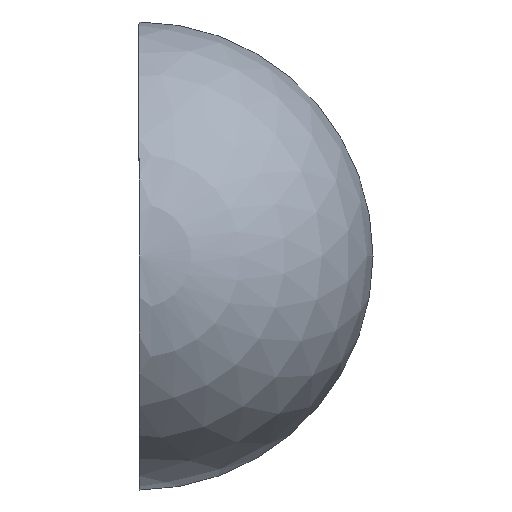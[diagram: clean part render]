
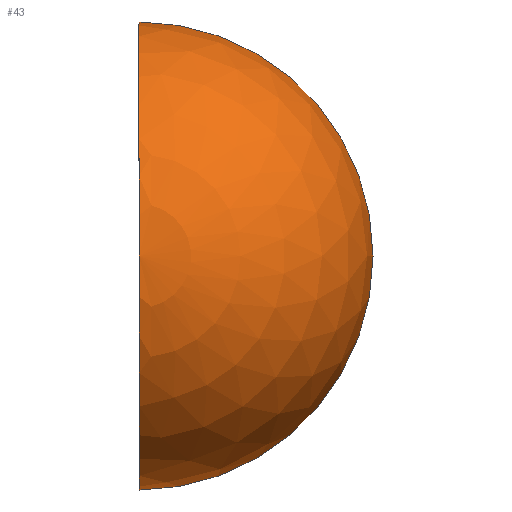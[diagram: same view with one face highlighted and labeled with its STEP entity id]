
A CAD part, left-side view. The second image highlights one B-rep face of the part: STEP entity #43.
In plain terms, the highlighted spherical face has radius 990.6 mm.
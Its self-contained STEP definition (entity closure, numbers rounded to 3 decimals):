
#37=SPHERICAL_SURFACE('',#150,990.6);
#43=ADVANCED_FACE('',(#54),#37,.T.);
#54=FACE_OUTER_BOUND('',#61,.T.);
#61=EDGE_LOOP('',(#86,#87));
#86=ORIENTED_EDGE('',*,*,#125,.F.);
#87=ORIENTED_EDGE('',*,*,#122,.T.);
#112=VERTEX_POINT('',#208);
#113=VERTEX_POINT('',#209);
#122=EDGE_CURVE('',#112,#113,#136,.T.);
#125=EDGE_CURVE('',#112,#113,#137,.T.);
#136=CIRCLE('',#147,990.6);
#137=CIRCLE('',#149,990.6);
#147=AXIS2_PLACEMENT_3D('',#207,#168,#169);
#149=AXIS2_PLACEMENT_3D('',#213,#174,#175);
#150=AXIS2_PLACEMENT_3D('',#214,#176,#177);
#168=DIRECTION('',(-1.,0.,0.));
#169=DIRECTION('',(0.,0.,1.));
#174=DIRECTION('',(0.,1.,0.));
#175=DIRECTION('',(1.,0.,0.));
#176=DIRECTION('',(-1.,0.,0.));
#177=DIRECTION('',(0.,0.,-1.));
#207=CARTESIAN_POINT('',(0.,0.,0.));
#208=CARTESIAN_POINT('',(0.,0.,-990.6));
#209=CARTESIAN_POINT('',(0.,0.,990.6));
#213=CARTESIAN_POINT('',(0.,0.,0.));
#214=CARTESIAN_POINT('',(0.,0.,0.));
